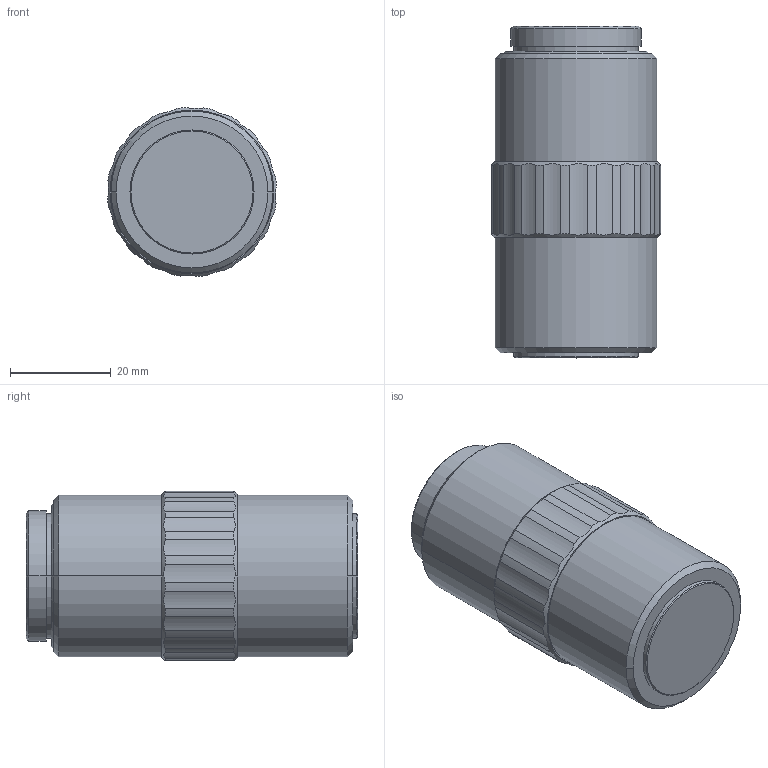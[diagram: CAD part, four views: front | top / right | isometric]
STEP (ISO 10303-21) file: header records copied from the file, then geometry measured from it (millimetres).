
FILE_DESCRIPTION (( 'STEP AP203' ), '1' );
FILE_NAME ('690002.STEP', '2021-11-16T06:52:58', ( '' ), ( '' ), 'SwSTEP 2.0', 'SolidWorks 2020', '' );
FILE_SCHEMA (( 'CONFIG_CONTROL_DESIGN' ));
Length unit declared in the file: millimetre
Products named in the file (1): 690002
Bounding box: 33.65 x 66 x 33.65 mm (x, y, z)
Volume: 52742.5 mm3; surface area: 8238.1 mm2
Topology: 1 solids, 1 shells, 72 faces, 186 edges, 122 vertices
Faces by surface type: cylinder 50, cone 14, plane 8
Full cylindrical faces by diameter (mm): 32.2 x1
Entity records: 2586 total; most frequent: CARTESIAN_POINT 757, ORIENTED_EDGE 374, DIRECTION 363, EDGE_CURVE 187, AXIS2_PLACEMENT_3D 149, VERTEX_POINT 123, EDGE_LOOP 78, CIRCLE 76
